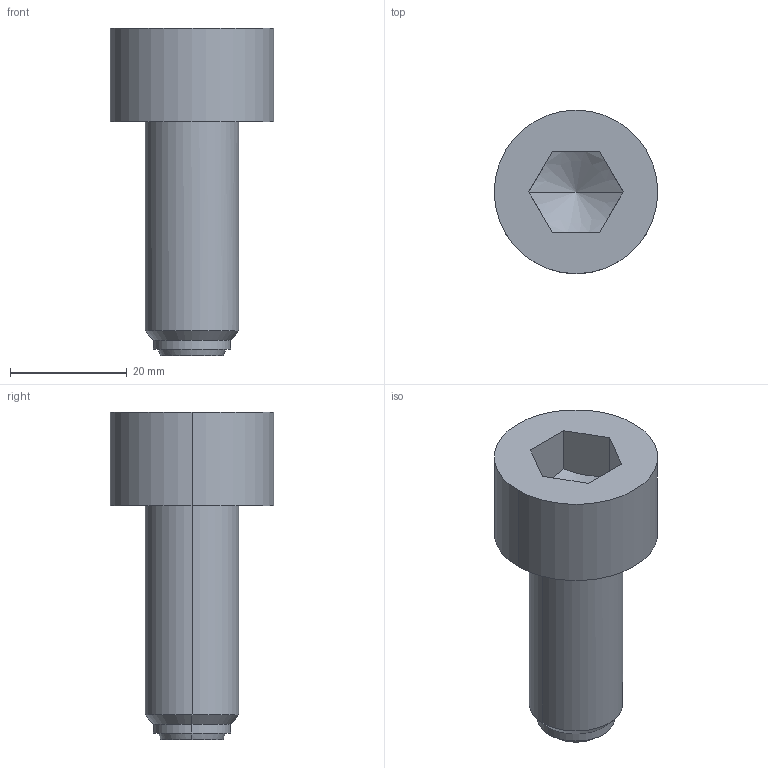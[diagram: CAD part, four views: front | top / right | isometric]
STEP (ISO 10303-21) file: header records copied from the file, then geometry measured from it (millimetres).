
FILE_DESCRIPTION(('STEP AP214'),'1');
FILE_NAME(' ',' ',('TraceParts'),('TraceParts S.A.'),'XStep 1.0',' ',' ');
FILE_SCHEMA(('automotive_design'));
Length unit declared in the file: millimetre
Products named in the file (2): 1; 2
Bounding box: 28 x 28 x 56 mm (x, y, z)
Volume: 16593.9 mm3; surface area: 5386.7 mm2
Topology: 2 solids, 2 shells, 22 faces, 49 edges, 29 vertices
Faces by surface type: plane 10, cylinder 6, cone 4, sphere 2
Entity records: 1169 total; most frequent: CARTESIAN_POINT 110, DIRECTION 104, STYLED_ITEM 98, PRESENTATION_STYLE_ASSIGNMENT 98, COLOUR_RGB 98, ORIENTED_EDGE 90, EDGE_CURVE 45, CURVE_STYLE 45
